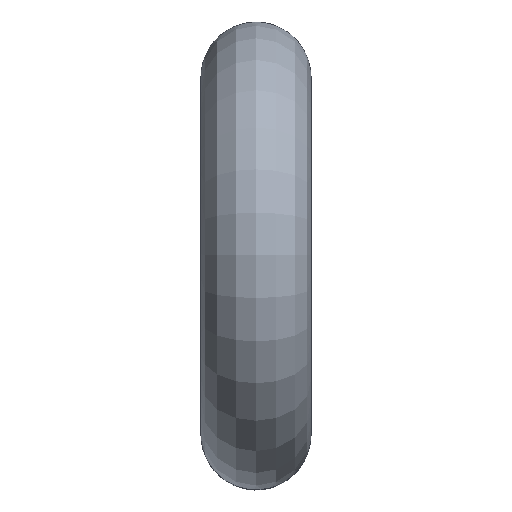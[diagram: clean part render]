
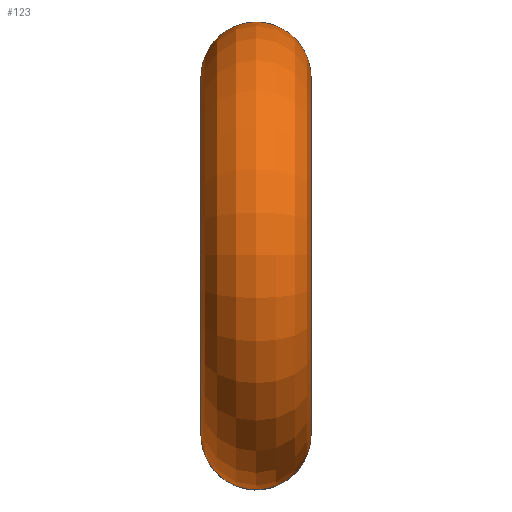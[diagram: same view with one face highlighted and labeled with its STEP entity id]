
A CAD part, top view. The second image highlights one B-rep face of the part: STEP entity #123.
In plain terms, the highlighted free-form (B-spline) face has degree [2, 2] with [5, 5] control points.
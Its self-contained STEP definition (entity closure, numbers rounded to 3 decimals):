
#92 = VERTEX_POINT('',#93);
#93 = CARTESIAN_POINT('',(-2.569,8.348,6.422)
  );
#98 = EDGE_CURVE('',#92,#99,#101,.T.);
#99 = VERTEX_POINT('',#100);
#100 = CARTESIAN_POINT('',(2.569,8.348,6.422)
  );
#101 = ( BOUNDED_CURVE() B_SPLINE_CURVE(2,(#102,#103,#104,#105,#106),
.UNSPECIFIED.,.F.,.F.) B_SPLINE_CURVE_WITH_KNOTS((3,2,3),(1.571
,3.142,4.712),.PIECEWISE_BEZIER_KNOTS.) CURVE() 
GEOMETRIC_REPRESENTATION_ITEM() RATIONAL_B_SPLINE_CURVE((1.,
0.707,1.,0.707,1.)) REPRESENTATION_ITEM('') );
#102 = CARTESIAN_POINT('',(-2.569,8.348,6.422
    ));
#103 = CARTESIAN_POINT('',(-2.569,10.917,
    6.422));
#104 = CARTESIAN_POINT('',(0.,10.917,
    6.422));
#105 = CARTESIAN_POINT('',(2.569,10.917,6.422
    ));
#106 = CARTESIAN_POINT('',(2.569,8.348,6.422)
  );
#123 = ADVANCED_FACE('',(#124),#155,.T.);
#124 = FACE_BOUND('',#125,.T.);
#125 = EDGE_LOOP('',(#126,#136,#137,#147));
#126 = ORIENTED_EDGE('',*,*,#127,.F.);
#127 = EDGE_CURVE('',#99,#128,#130,.T.);
#128 = VERTEX_POINT('',#129);
#129 = CARTESIAN_POINT('',(2.569,-8.348,6.422
    ));
#130 = ( BOUNDED_CURVE() B_SPLINE_CURVE(2,(#131,#132,#133,#134,#135),
.UNSPECIFIED.,.F.,.F.) B_SPLINE_CURVE_WITH_KNOTS((3,2,3),(4.712
,6.283,7.854),.PIECEWISE_BEZIER_KNOTS.) CURVE() 
GEOMETRIC_REPRESENTATION_ITEM() RATIONAL_B_SPLINE_CURVE((1.,
0.707,1.,0.707,1.)) REPRESENTATION_ITEM('') );
#131 = CARTESIAN_POINT('',(2.569,8.348,6.422)
  );
#132 = CARTESIAN_POINT('',(2.569,8.348,14.77)
  );
#133 = CARTESIAN_POINT('',(2.569,0.,
    14.77));
#134 = CARTESIAN_POINT('',(2.569,-8.348,14.77
    ));
#135 = CARTESIAN_POINT('',(2.569,-8.348,6.422
    ));
#136 = ORIENTED_EDGE('',*,*,#98,.F.);
#137 = ORIENTED_EDGE('',*,*,#138,.T.);
#138 = EDGE_CURVE('',#92,#139,#141,.T.);
#139 = VERTEX_POINT('',#140);
#140 = CARTESIAN_POINT('',(-2.569,-8.348,
    6.422));
#141 = ( BOUNDED_CURVE() B_SPLINE_CURVE(2,(#142,#143,#144,#145,#146),
.UNSPECIFIED.,.F.,.F.) B_SPLINE_CURVE_WITH_KNOTS((3,2,3),(4.712
,6.283,7.854),.PIECEWISE_BEZIER_KNOTS.) CURVE() 
GEOMETRIC_REPRESENTATION_ITEM() RATIONAL_B_SPLINE_CURVE((1.,
0.707,1.,0.707,1.)) REPRESENTATION_ITEM('') );
#142 = CARTESIAN_POINT('',(-2.569,8.348,6.422
    ));
#143 = CARTESIAN_POINT('',(-2.569,8.348,14.77
    ));
#144 = CARTESIAN_POINT('',(-2.569,0.,
    14.77));
#145 = CARTESIAN_POINT('',(-2.569,-8.348,
    14.77));
#146 = CARTESIAN_POINT('',(-2.569,-8.348,
    6.422));
#147 = ORIENTED_EDGE('',*,*,#148,.T.);
#148 = EDGE_CURVE('',#139,#128,#149,.T.);
#149 = ( BOUNDED_CURVE() B_SPLINE_CURVE(2,(#150,#151,#152,#153,#154),
.UNSPECIFIED.,.F.,.F.) B_SPLINE_CURVE_WITH_KNOTS((3,2,3),(1.571
,3.142,4.712),.PIECEWISE_BEZIER_KNOTS.) CURVE() 
GEOMETRIC_REPRESENTATION_ITEM() RATIONAL_B_SPLINE_CURVE((1.,
0.707,1.,0.707,1.)) REPRESENTATION_ITEM('') );
#150 = CARTESIAN_POINT('',(-2.569,-8.348,
    6.422));
#151 = CARTESIAN_POINT('',(-2.569,-10.917,
    6.422));
#152 = CARTESIAN_POINT('',(0.,-10.917,
    6.422));
#153 = CARTESIAN_POINT('',(2.569,-10.917,6.422
    ));
#154 = CARTESIAN_POINT('',(2.569,-8.348,6.422
    ));
#155 = ( BOUNDED_SURFACE() B_SPLINE_SURFACE(2,2,(
    (#156,#157,#158,#159,#160)
    ,(#161,#162,#163,#164,#165)
    ,(#166,#167,#168,#169,#170)
    ,(#171,#172,#173,#174,#175)
    ,(#176,#177,#178,#179,#180
)),.UNSPECIFIED.,.F.,.F.,.F.) B_SPLINE_SURFACE_WITH_KNOTS((3,2,3),(3,2,3
    ),(0.,1.571,3.142),(-1.571,0.,
    1.571),.PIECEWISE_BEZIER_KNOTS.) 
GEOMETRIC_REPRESENTATION_ITEM() RATIONAL_B_SPLINE_SURFACE((
    (1.,0.707,1.,0.707,1.)
    ,(0.707,0.5,0.707,0.5,0.707)
    ,(1.,0.707,1.,0.707,1.)
    ,(0.707,0.5,0.707,0.5,0.707)
,(1.,0.707,1.,0.707,1.
))) REPRESENTATION_ITEM('') SURFACE() );
#156 = CARTESIAN_POINT('',(-2.569,8.348,6.422
    ));
#157 = CARTESIAN_POINT('',(-2.569,10.917,
    6.422));
#158 = CARTESIAN_POINT('',(0.,10.917,
    6.422));
#159 = CARTESIAN_POINT('',(2.569,10.917,6.422
    ));
#160 = CARTESIAN_POINT('',(2.569,8.348,6.422)
  );
#161 = CARTESIAN_POINT('',(-2.569,8.348,14.77
    ));
#162 = CARTESIAN_POINT('',(-2.569,10.917,
    17.338));
#163 = CARTESIAN_POINT('',(0.,10.917,
    17.338));
#164 = CARTESIAN_POINT('',(2.569,10.917,
    17.338));
#165 = CARTESIAN_POINT('',(2.569,8.348,14.77)
  );
#166 = CARTESIAN_POINT('',(-2.569,0.,
    14.77));
#167 = CARTESIAN_POINT('',(-2.569,0.,
    17.338));
#168 = CARTESIAN_POINT('',(0.,0.,
    17.338));
#169 = CARTESIAN_POINT('',(2.569,0.,
    17.338));
#170 = CARTESIAN_POINT('',(2.569,0.,
    14.77));
#171 = CARTESIAN_POINT('',(-2.569,-8.348,
    14.77));
#172 = CARTESIAN_POINT('',(-2.569,-10.917,
    17.338));
#173 = CARTESIAN_POINT('',(0.,-10.917,
    17.338));
#174 = CARTESIAN_POINT('',(2.569,-10.917,
    17.338));
#175 = CARTESIAN_POINT('',(2.569,-8.348,14.77
    ));
#176 = CARTESIAN_POINT('',(-2.569,-8.348,
    6.422));
#177 = CARTESIAN_POINT('',(-2.569,-10.917,
    6.422));
#178 = CARTESIAN_POINT('',(0.,-10.917,
    6.422));
#179 = CARTESIAN_POINT('',(2.569,-10.917,6.422
    ));
#180 = CARTESIAN_POINT('',(2.569,-8.348,6.422
    ));
